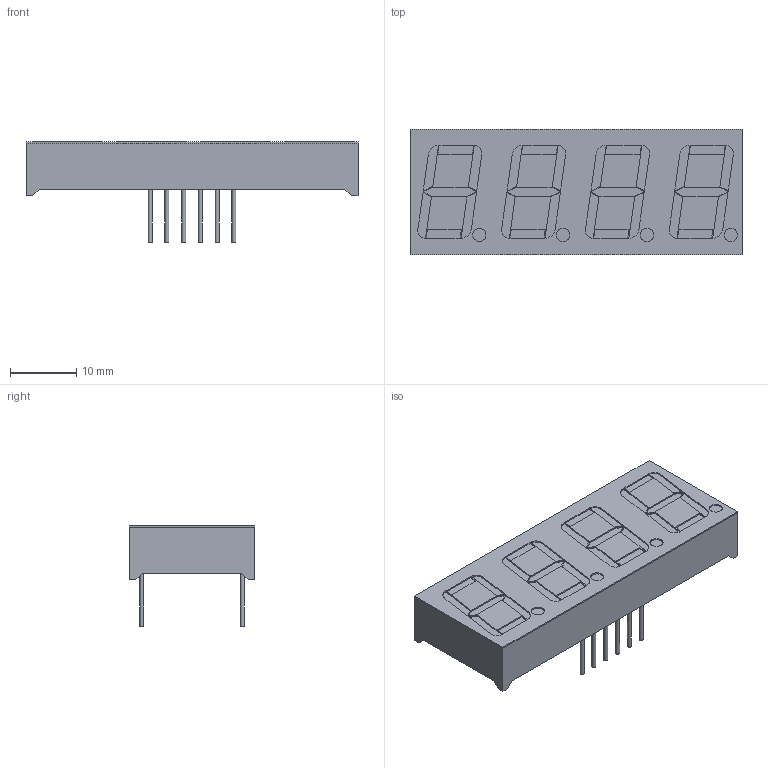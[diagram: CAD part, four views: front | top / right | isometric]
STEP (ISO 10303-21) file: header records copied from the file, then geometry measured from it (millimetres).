
FILE_DESCRIPTION(/* description */ (''),/* implementation_level */ '2;1');
FILE_NAME(/* name */ '0.56'''' LED_display_4d.step',/* time_stamp */ '2020-04-22T00:54:37+03:00',/* author */ ('vlad.lapshuda'),/* organization */ (''),/* preprocessor_version */ 'ST-DEVELOPER v17.2',/* originating_system */ 'Autodesk Translation Framework v7.6.0.251',/* authorisation */ '');
FILE_SCHEMA (('AUTOMOTIVE_DESIGN { 1 0 10303 214 3 1 1 }'));
Length unit declared in the file: millimetre
Products named in the file (1): 0.56'' LED display 4d
Bounding box: 50.3 x 19 x 15.2 mm (x, y, z)
Volume: 5988.8 mm3; surface area: 4841.4 mm2
Topology: 14 solids, 14 shells, 200 faces, 516 edges, 344 vertices
Faces by surface type: plane 168, cylinder 32
Full cylindrical faces by diameter (mm): 0.61 x12, 2 x4
Entity records: 6186 total; most frequent: CARTESIAN_POINT 1061, ORIENTED_EDGE 1032, DIRECTION 982, EDGE_CURVE 516, LINE 452, VECTOR 452, VERTEX_POINT 344, AXIS2_PLACEMENT_3D 265
